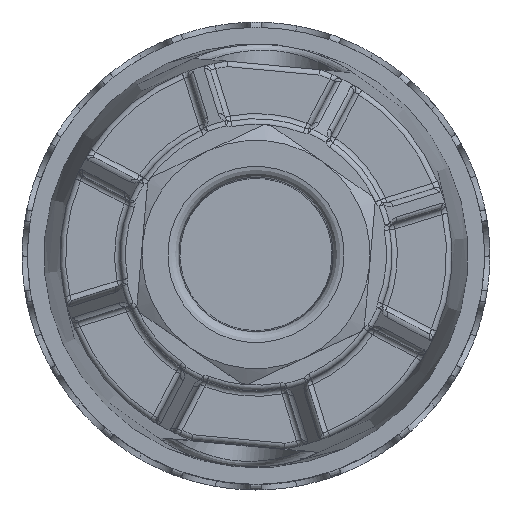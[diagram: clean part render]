
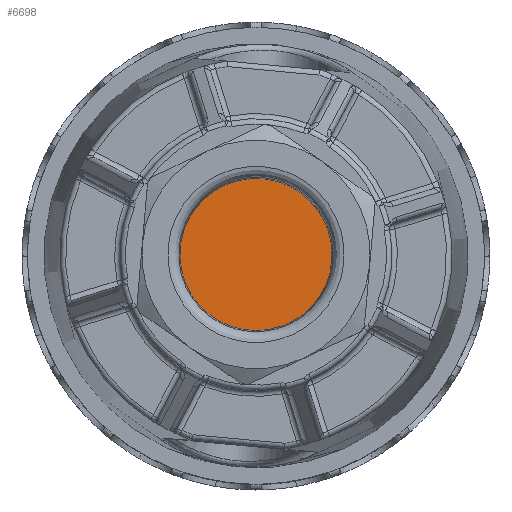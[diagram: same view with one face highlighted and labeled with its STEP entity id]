
A CAD part, top view. The second image highlights one B-rep face of the part: STEP entity #6698.
In plain terms, the highlighted planar face has unit normal (0, 0, 1).
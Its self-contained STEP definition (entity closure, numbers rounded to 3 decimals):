
#382=PLANE('',#23026);
#5013=FACE_OUTER_BOUND('',#8411,.T.);
#6698=ADVANCED_FACE('',(#5013),#382,.T.);
#8411=EDGE_LOOP('',(#9867));
#9867=ORIENTED_EDGE('',*,*,#18764,.F.);
#16538=VERTEX_POINT('',#30807);
#18764=EDGE_CURVE('',#16538,#16538,#22155,.T.);
#22155=CIRCLE('',#22996,6.998);
#22996=AXIS2_PLACEMENT_3D('',#30806,#24956,#24957);
#23026=AXIS2_PLACEMENT_3D('',#31201,#25028,#25029);
#24956=DIRECTION('',(0.,0.,-1.));
#24957=DIRECTION('',(0.,-1.,0.));
#25028=DIRECTION('',(0.,0.,1.));
#25029=DIRECTION('',(0.,-1.,0.));
#30806=CARTESIAN_POINT('',(0.,0.,
102.5));
#30807=CARTESIAN_POINT('',(0.,-6.998,102.5));
#31201=CARTESIAN_POINT('',(0.,0.,
102.5));
